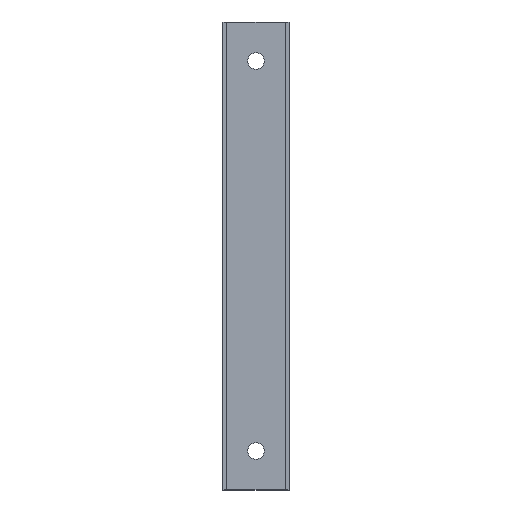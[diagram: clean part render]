
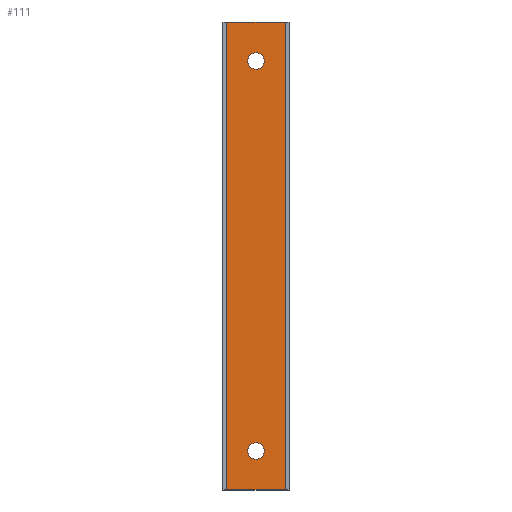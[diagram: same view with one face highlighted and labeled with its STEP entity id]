
A CAD part, top view. The second image highlights one B-rep face of the part: STEP entity #111.
In plain terms, the highlighted planar face has unit normal (0, 0, 1).
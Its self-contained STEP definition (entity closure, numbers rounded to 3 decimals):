
#3 = PLANE ( 'NONE',  #36 ) ;
#14 = CARTESIAN_POINT ( 'NONE',  ( -2.445, 110., -6.7 ) ) ;
#15 = EDGE_CURVE ( 'NONE', #61, #89, #408, .T. ) ;
#16 = VECTOR ( 'NONE', #233, 1000. ) ;
#25 = CIRCLE ( 'NONE', #106, 2.1 ) ;
#29 = EDGE_CURVE ( 'NONE', #253, #33, #25, .T. ) ;
#30 = CARTESIAN_POINT ( 'NONE',  ( -10.945, 0., -6.7 ) ) ;
#33 = VERTEX_POINT ( 'NONE', #222 ) ;
#36 = AXIS2_PLACEMENT_3D ( 'NONE', #146, #263, #114 ) ;
#40 = CARTESIAN_POINT ( 'NONE',  ( -0.345, 110., -6.7 ) ) ;
#46 = ORIENTED_EDGE ( 'NONE', *, *, #15, .T. ) ;
#48 = DIRECTION ( 'NONE',  ( 1., 0., 0. ) ) ;
#51 = LINE ( 'NONE', #119, #173 ) ;
#61 = VERTEX_POINT ( 'NONE', #71 ) ;
#63 = VECTOR ( 'NONE', #401, 1000. ) ;
#64 = AXIS2_PLACEMENT_3D ( 'NONE', #118, #154, #156 ) ;
#71 = CARTESIAN_POINT ( 'NONE',  ( -9.945, 0., -6.7 ) ) ;
#85 = CARTESIAN_POINT ( 'NONE',  ( -4.545, 10., -6.7 ) ) ;
#89 = VERTEX_POINT ( 'NONE', #219 ) ;
#92 = CARTESIAN_POINT ( 'NONE',  ( -9.945, 120., -6.7 ) ) ;
#95 = DIRECTION ( 'NONE',  ( 1., 0., 0. ) ) ;
#103 = LINE ( 'NONE', #281, #63 ) ;
#106 = AXIS2_PLACEMENT_3D ( 'NONE', #182, #260, #294 ) ;
#111 = ADVANCED_FACE ( 'NONE', ( #363, #327, #178 ), #3, .F. ) ;
#114 = DIRECTION ( 'NONE',  ( -1., 0., 0. ) ) ;
#118 = CARTESIAN_POINT ( 'NONE',  ( -2.445, 10., -6.7 ) ) ;
#119 = CARTESIAN_POINT ( 'NONE',  ( -10.945, 120., -6.7 ) ) ;
#123 = DIRECTION ( 'NONE',  ( 1., 0., 0. ) ) ;
#126 = CIRCLE ( 'NONE', #64, 2.1 ) ;
#127 = ORIENTED_EDGE ( 'NONE', *, *, #292, .T. ) ;
#131 = AXIS2_PLACEMENT_3D ( 'NONE', #14, #234, #48 ) ;
#134 = VERTEX_POINT ( 'NONE', #303 ) ;
#145 = EDGE_CURVE ( 'NONE', #33, #253, #126, .T. ) ;
#146 = CARTESIAN_POINT ( 'NONE',  ( -10.945, 120., -6.7 ) ) ;
#154 = DIRECTION ( 'NONE',  ( 0., 0., 1. ) ) ;
#156 = DIRECTION ( 'NONE',  ( -1., 0., 0. ) ) ;
#173 = VECTOR ( 'NONE', #123, 1000. ) ;
#175 = ORIENTED_EDGE ( 'NONE', *, *, #145, .F. ) ;
#178 = FACE_OUTER_BOUND ( 'NONE', #309, .T. ) ;
#179 = VERTEX_POINT ( 'NONE', #40 ) ;
#181 = AXIS2_PLACEMENT_3D ( 'NONE', #241, #280, #95 ) ;
#182 = CARTESIAN_POINT ( 'NONE',  ( -2.445, 10., -6.7 ) ) ;
#193 = CIRCLE ( 'NONE', #131, 2.1 ) ;
#203 = CARTESIAN_POINT ( 'NONE',  ( -9.945, 120., -6.7 ) ) ;
#216 = VECTOR ( 'NONE', #370, 1000. ) ;
#219 = CARTESIAN_POINT ( 'NONE',  ( 5.055, 0., -6.7 ) ) ;
#222 = CARTESIAN_POINT ( 'NONE',  ( -0.345, 10., -6.7 ) ) ;
#233 = DIRECTION ( 'NONE',  ( 0., -1., 0. ) ) ;
#234 = DIRECTION ( 'NONE',  ( 0., 0., 1. ) ) ;
#236 = ORIENTED_EDGE ( 'NONE', *, *, #243, .F. ) ;
#241 = CARTESIAN_POINT ( 'NONE',  ( -2.445, 110., -6.7 ) ) ;
#243 = EDGE_CURVE ( 'NONE', #179, #364, #193, .T. ) ;
#253 = VERTEX_POINT ( 'NONE', #85 ) ;
#254 = EDGE_LOOP ( 'NONE', ( #236, #412 ) ) ;
#260 = DIRECTION ( 'NONE',  ( 0., 0., 1. ) ) ;
#263 = DIRECTION ( 'NONE',  ( 0., 0., -1. ) ) ;
#264 = LINE ( 'NONE', #203, #16 ) ;
#271 = EDGE_LOOP ( 'NONE', ( #175, #301 ) ) ;
#280 = DIRECTION ( 'NONE',  ( 0., 0., 1. ) ) ;
#281 = CARTESIAN_POINT ( 'NONE',  ( 5.055, 120., -6.7 ) ) ;
#292 = EDGE_CURVE ( 'NONE', #447, #61, #264, .T. ) ;
#294 = DIRECTION ( 'NONE',  ( -1., 0., 0. ) ) ;
#301 = ORIENTED_EDGE ( 'NONE', *, *, #29, .F. ) ;
#303 = CARTESIAN_POINT ( 'NONE',  ( 5.055, 120., -6.7 ) ) ;
#305 = EDGE_CURVE ( 'NONE', #447, #134, #51, .T. ) ;
#309 = EDGE_LOOP ( 'NONE', ( #46, #417, #403, #127 ) ) ;
#327 = FACE_BOUND ( 'NONE', #254, .T. ) ;
#363 = FACE_BOUND ( 'NONE', #271, .T. ) ;
#364 = VERTEX_POINT ( 'NONE', #457 ) ;
#370 = DIRECTION ( 'NONE',  ( 1., 0., 0. ) ) ;
#401 = DIRECTION ( 'NONE',  ( 0., -1., 0. ) ) ;
#403 = ORIENTED_EDGE ( 'NONE', *, *, #305, .F. ) ;
#408 = LINE ( 'NONE', #30, #216 ) ;
#412 = ORIENTED_EDGE ( 'NONE', *, *, #462, .F. ) ;
#417 = ORIENTED_EDGE ( 'NONE', *, *, #432, .F. ) ;
#425 = CIRCLE ( 'NONE', #181, 2.1 ) ;
#432 = EDGE_CURVE ( 'NONE', #134, #89, #103, .T. ) ;
#447 = VERTEX_POINT ( 'NONE', #92 ) ;
#457 = CARTESIAN_POINT ( 'NONE',  ( -4.545, 110., -6.7 ) ) ;
#462 = EDGE_CURVE ( 'NONE', #364, #179, #425, .T. ) ;
